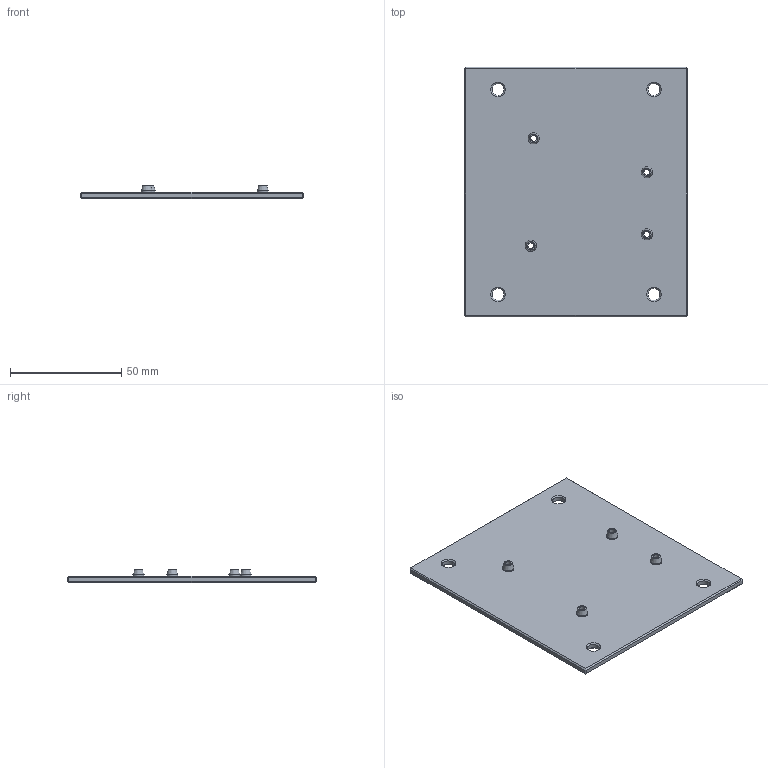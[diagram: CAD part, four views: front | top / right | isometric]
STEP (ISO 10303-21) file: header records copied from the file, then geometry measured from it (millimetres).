
FILE_DESCRIPTION(('FreeCAD Model'),'2;1');
FILE_NAME('Open CASCADE Shape Model','2024-06-07T23:55:18',(''),(''), 'Open CASCADE STEP processor 7.6','FreeCAD','Unknown');
FILE_SCHEMA(('AUTOMOTIVE_DESIGN { 1 0 10303 214 1 1 1 1 }'));
Length unit declared in the file: millimetre
Products named in the file (1): ArduinoMount
Bounding box: 100 x 112 x 6 mm (x, y, z)
Volume: 33203.3 mm3; surface area: 23629.4 mm2
Topology: 1 solids, 1 shells, 58 faces, 116 edges, 64 vertices
Faces by surface type: plane 30, cone 16, cylinder 12
Full cylindrical faces by diameter (mm): 2.6 x4, 5 x4, 5.4 x4
Entity records: 1514 total; most frequent: DIRECTION 274, CARTESIAN_POINT 239, ORIENTED_EDGE 232, EDGE_CURVE 116, AXIS2_PLACEMENT_3D 99, FACE_BOUND 78, EDGE_LOOP 78, LINE 76
